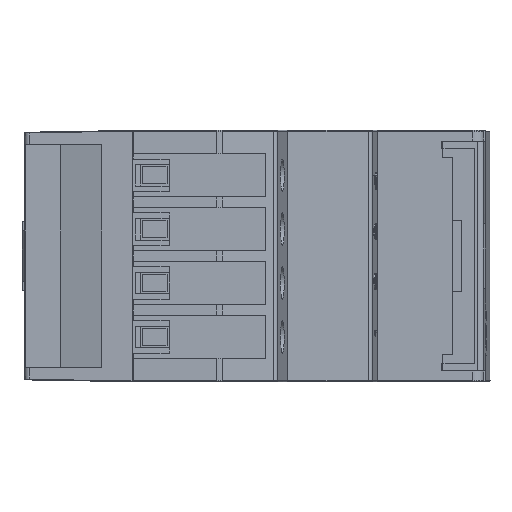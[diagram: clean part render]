
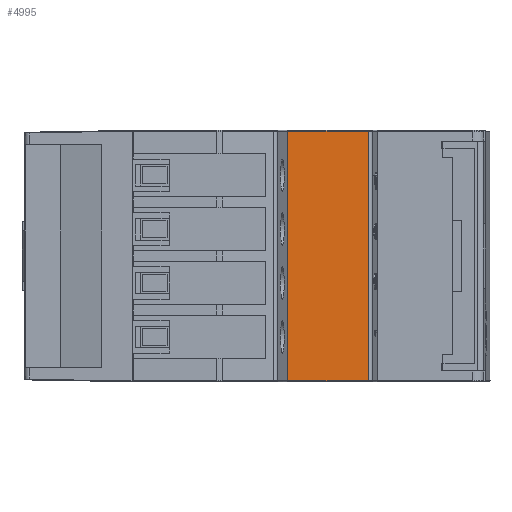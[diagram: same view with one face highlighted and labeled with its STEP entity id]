
A CAD part, front view. The second image highlights one B-rep face of the part: STEP entity #4995.
In plain terms, the highlighted planar face has unit normal (0.043, -0.999, 0).
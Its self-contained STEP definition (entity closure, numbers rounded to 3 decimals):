
#4995=ADVANCED_FACE('',(#30742),#30744,.T.);
#30742=FACE_BOUND('',#30743,.T.);
#30743=EDGE_LOOP('',(#69446,#69447,#69448,#69449));
#30744=PLANE('',#30745);
#30745=AXIS2_PLACEMENT_3D('',#30746,#30747,#30748);
#30746=CARTESIAN_POINT('',(0.,-31.,0.));
#30747=DIRECTION('',(0.043,-0.999,0.));
#30748=DIRECTION('',(0.999,0.043,0.));
#69446=ORIENTED_EDGE('',*,*,#75461,.T.);
#69447=ORIENTED_EDGE('',*,*,#75258,.F.);
#69448=ORIENTED_EDGE('',*,*,#75707,.F.);
#69449=ORIENTED_EDGE('',*,*,#75287,.T.);
#75258=EDGE_CURVE('',#80295,#80298,#80300,.T.);
#75287=EDGE_CURVE('',#80338,#80335,#80339,.T.);
#75461=EDGE_CURVE('',#80335,#80298,#80604,.T.);
#75707=EDGE_CURVE('',#80338,#80295,#81004,.T.);
#80295=VERTEX_POINT('',#90028);
#80298=VERTEX_POINT('',#90036);
#80300=LINE('',#90041,#90042);
#80335=VERTEX_POINT('',#90140);
#80338=VERTEX_POINT('',#90149);
#80339=LINE('',#90150,#90151);
#80604=LINE('',#91078,#91079);
#81004=LINE('',#91988,#91989);
#90028=CARTESIAN_POINT('',(0.,-31.,34.85));
#90036=CARTESIAN_POINT('',(11.224,-30.522,34.85));
#90041=CARTESIAN_POINT('',(0.,-31.,34.85));
#90042=VECTOR('',#90043,1.);
#90043=DIRECTION('',(0.999,0.043,0.));
#90140=CARTESIAN_POINT('',(11.224,-30.522,0.15));
#90149=CARTESIAN_POINT('',(0.,-31.,0.15));
#90150=CARTESIAN_POINT('',(0.,-31.,0.15));
#90151=VECTOR('',#90152,1.);
#90152=DIRECTION('',(0.999,0.043,0.));
#91078=CARTESIAN_POINT('',(11.224,-30.522,0.15));
#91079=VECTOR('',#91080,1.);
#91080=DIRECTION('',(0.,0.,1.));
#91988=CARTESIAN_POINT('',(0.,-31.,0.15));
#91989=VECTOR('',#91990,1.);
#91990=DIRECTION('',(0.,0.,1.));
